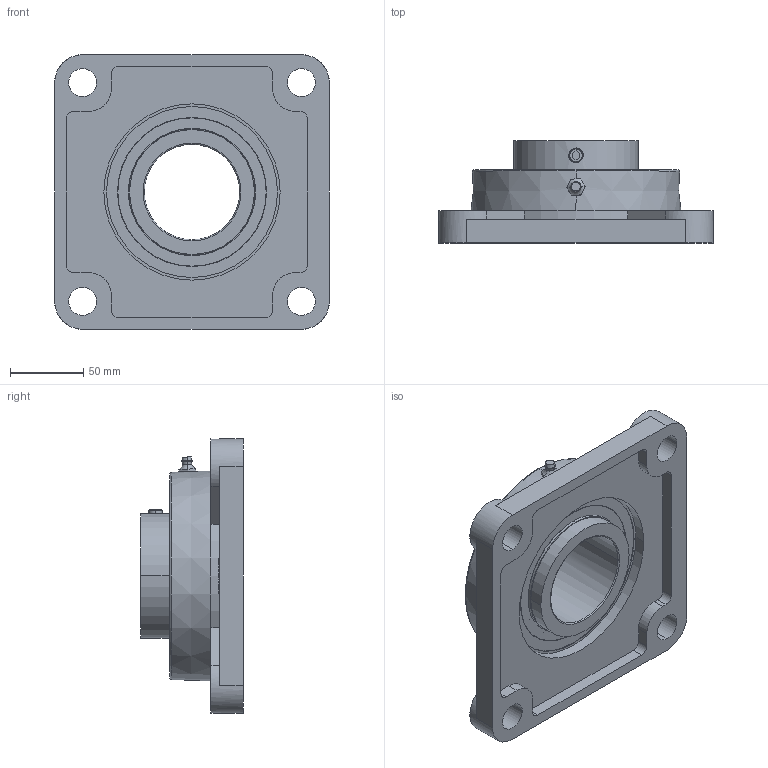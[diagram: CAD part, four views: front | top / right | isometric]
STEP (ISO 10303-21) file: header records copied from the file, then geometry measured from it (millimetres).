
FILE_DESCRIPTION((''),'2;1');
FILE_NAME('UCF213_ASM','2019-05-29T08:58:25',('giuseppe.caruso'),(''),'CREO PARAMETRIC BY PTC INC, 2016390','CREO PARAMETRIC BY PTC INC, 2016390','');
FILE_SCHEMA(('CONFIG_CONTROL_DESIGN'));
Length unit declared in the file: millimetre
Products named in the file (11): F213; UC213_AI_AF0; UC213_AE_AF0; UC213_BALL; UC213_CAGE; UC213_SEAL; UC213_ALETTE; M10X1; UC213_ASM; INGR_M10X1; UCF213_ASM
Assembly tree (24 placements, depth 3):
  UCF213_ASM
    F213
    UC213_ASM
      UC213_AI_AF0
      UC213_AE_AF0
      UC213_BALL  x12
      UC213_CAGE
      UC213_SEAL  x2
      UC213_ALETTE  x2
      M10X1  x2
    INGR_M10X1
Bounding box: 187 x 69.7 x 187 mm (x, y, z)
Volume: 701630.2 mm3; surface area: 202103.4 mm2
Topology: 23 solids, 27 shells, 879 faces, 2343 edges, 1518 vertices
Faces by surface type: plane 609, cylinder 134, sphere 76, cone 42, torus 18
Entity records: 26256 total; most frequent: CARTESIAN_POINT 5203, ORIENTED_EDGE 4318, DIRECTION 4299, EDGE_CURVE 2169, VECTOR 1591, LINE 1591, VERTEX_POINT 1430, AXIS2_PLACEMENT_3D 1354
